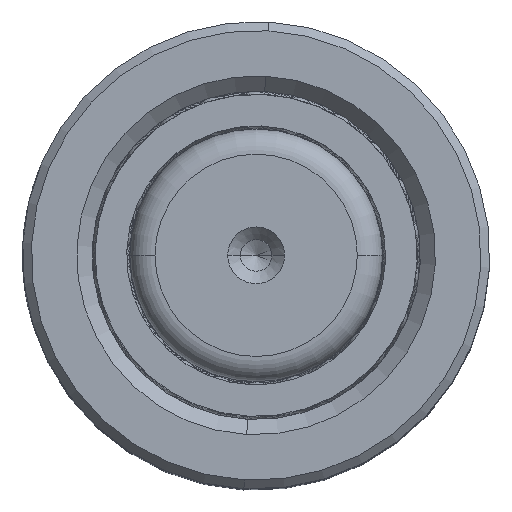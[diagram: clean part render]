
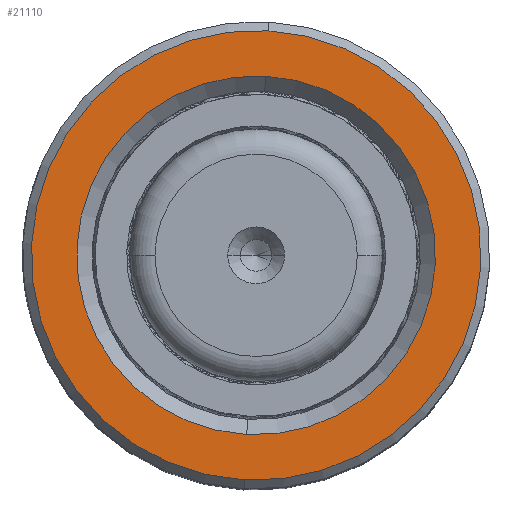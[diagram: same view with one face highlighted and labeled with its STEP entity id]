
A CAD part, top view. The second image highlights one B-rep face of the part: STEP entity #21110.
In plain terms, the highlighted planar face has unit normal (0, 0, 1).
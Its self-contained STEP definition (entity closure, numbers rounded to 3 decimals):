
#1042 = CARTESIAN_POINT ( 'NONE',  ( 14.2, 0., 60. ) ) ;
#1549 = DIRECTION ( 'NONE',  ( 0., 0., 1. ) ) ;
#2404 = CARTESIAN_POINT ( 'NONE',  ( -14.2, 0., 60. ) ) ;
#3175 = CARTESIAN_POINT ( 'NONE',  ( 0., 0., 60. ) ) ;
#4051 = AXIS2_PLACEMENT_3D ( 'NONE', #22083, #16059, #19236 ) ;
#6906 = ORIENTED_EDGE ( 'NONE', *, *, #35193, .T. ) ;
#7243 = VERTEX_POINT ( 'NONE', #28465 ) ;
#8470 = AXIS2_PLACEMENT_3D ( 'NONE', #23909, #26483, #26608 ) ;
#9061 = DIRECTION ( 'NONE',  ( 0., 0., -1. ) ) ;
#9167 = ORIENTED_EDGE ( 'NONE', *, *, #15876, .T. ) ;
#9182 = CARTESIAN_POINT ( 'NONE',  ( 0., 0., 60. ) ) ;
#9385 = AXIS2_PLACEMENT_3D ( 'NONE', #3175, #11881, #28471 ) ;
#10668 = FACE_OUTER_BOUND ( 'NONE', #16037, .T. ) ;
#10794 = EDGE_CURVE ( 'NONE', #26211, #7243, #15932, .T. ) ;
#10876 = PLANE ( 'NONE',  #4051 ) ;
#11881 = DIRECTION ( 'NONE',  ( 0., 0., 1. ) ) ;
#13431 = CIRCLE ( 'NONE', #33384, 14.2 ) ;
#14265 = EDGE_CURVE ( 'NONE', #26087, #32483, #32929, .T. ) ;
#15876 = EDGE_CURVE ( 'NONE', #7243, #26211, #35105, .T. ) ;
#15932 = CIRCLE ( 'NONE', #9385, 17.8 ) ;
#16037 = EDGE_LOOP ( 'NONE', ( #9167, #31851 ) ) ;
#16059 = DIRECTION ( 'NONE',  ( 0., 0., 1. ) ) ;
#16823 = ORIENTED_EDGE ( 'NONE', *, *, #14265, .T. ) ;
#19236 = DIRECTION ( 'NONE',  ( 1., 0., 0. ) ) ;
#20282 = EDGE_LOOP ( 'NONE', ( #16823, #6906 ) ) ;
#21110 = ADVANCED_FACE ( 'NONE', ( #10668, #29140 ), #10876, .T. ) ;
#21341 = DIRECTION ( 'NONE',  ( 1., 0., 0. ) ) ;
#22083 = CARTESIAN_POINT ( 'NONE',  ( 0., 0., 60. ) ) ;
#23356 = DIRECTION ( 'NONE',  ( 1., 0., 0. ) ) ;
#23909 = CARTESIAN_POINT ( 'NONE',  ( 0., 0., 60. ) ) ;
#26087 = VERTEX_POINT ( 'NONE', #1042 ) ;
#26211 = VERTEX_POINT ( 'NONE', #29764 ) ;
#26483 = DIRECTION ( 'NONE',  ( 0., 0., -1. ) ) ;
#26608 = DIRECTION ( 'NONE',  ( 1., 0., 0. ) ) ;
#28465 = CARTESIAN_POINT ( 'NONE',  ( -17.8, 0., 60. ) ) ;
#28471 = DIRECTION ( 'NONE',  ( 1., 0., 0. ) ) ;
#29140 = FACE_BOUND ( 'NONE', #20282, .T. ) ;
#29764 = CARTESIAN_POINT ( 'NONE',  ( 17.8, 0., 60. ) ) ;
#31851 = ORIENTED_EDGE ( 'NONE', *, *, #10794, .T. ) ;
#32260 = CARTESIAN_POINT ( 'NONE',  ( 0., 0., 60. ) ) ;
#32483 = VERTEX_POINT ( 'NONE', #2404 ) ;
#32929 = CIRCLE ( 'NONE', #8470, 14.2 ) ;
#33384 = AXIS2_PLACEMENT_3D ( 'NONE', #9182, #9061, #23356 ) ;
#35105 = CIRCLE ( 'NONE', #35361, 17.8 ) ;
#35193 = EDGE_CURVE ( 'NONE', #32483, #26087, #13431, .T. ) ;
#35361 = AXIS2_PLACEMENT_3D ( 'NONE', #32260, #1549, #21341 ) ;
